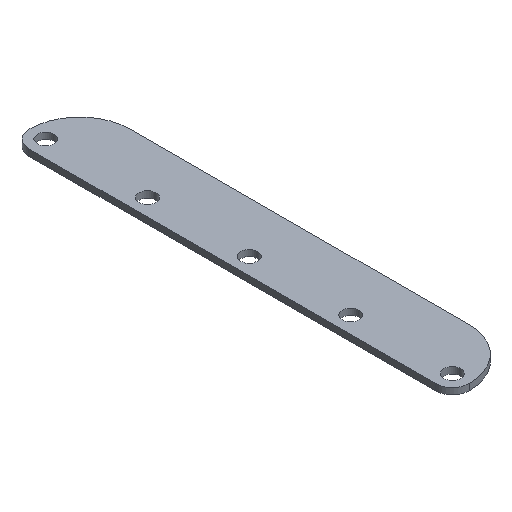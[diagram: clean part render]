
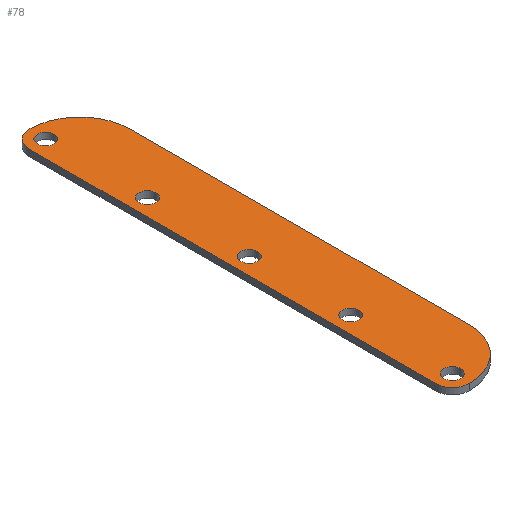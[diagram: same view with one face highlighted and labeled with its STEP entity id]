
A CAD part, isometric view. The second image highlights one B-rep face of the part: STEP entity #78.
In plain terms, the highlighted planar face has unit normal (0, 0, 1).
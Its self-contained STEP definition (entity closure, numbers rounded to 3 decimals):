
#78 = ADVANCED_FACE( '', ( #101, #102, #103, #104, #105, #106 ), #107, .T. );
#101 = FACE_BOUND( '', #142, .T. );
#102 = FACE_BOUND( '', #143, .T. );
#103 = FACE_BOUND( '', #144, .T. );
#104 = FACE_OUTER_BOUND( '', #145, .T. );
#105 = FACE_BOUND( '', #146, .T. );
#106 = FACE_BOUND( '', #147, .T. );
#107 = PLANE( '', #148 );
#142 = EDGE_LOOP( '', ( #197 ) );
#143 = EDGE_LOOP( '', ( #198 ) );
#144 = EDGE_LOOP( '', ( #199 ) );
#145 = EDGE_LOOP( '', ( #200, #201, #202, #203, #204, #205 ) );
#146 = EDGE_LOOP( '', ( #206 ) );
#147 = EDGE_LOOP( '', ( #207 ) );
#148 = AXIS2_PLACEMENT_3D( '', #208, #209, #210 );
#197 = ORIENTED_EDGE( '', *, *, #281, .F. );
#198 = ORIENTED_EDGE( '', *, *, #282, .T. );
#199 = ORIENTED_EDGE( '', *, *, #283, .T. );
#200 = ORIENTED_EDGE( '', *, *, #268, .T. );
#201 = ORIENTED_EDGE( '', *, *, #284, .T. );
#202 = ORIENTED_EDGE( '', *, *, #285, .T. );
#203 = ORIENTED_EDGE( '', *, *, #286, .T. );
#204 = ORIENTED_EDGE( '', *, *, #287, .T. );
#205 = ORIENTED_EDGE( '', *, *, #288, .T. );
#206 = ORIENTED_EDGE( '', *, *, #270, .T. );
#207 = ORIENTED_EDGE( '', *, *, #289, .T. );
#208 = CARTESIAN_POINT( '', ( 0., 152.4, 2.381 ) );
#209 = DIRECTION( '', ( 0., 0., 1. ) );
#210 = DIRECTION( '', ( 1., 0., 0. ) );
#268 = EDGE_CURVE( '', #299, #297, #300, .T. );
#270 = EDGE_CURVE( '', #302, #302, #303, .T. );
#281 = EDGE_CURVE( '', #323, #323, #324, .T. );
#282 = EDGE_CURVE( '', #325, #325, #326, .T. );
#283 = EDGE_CURVE( '', #327, #327, #328, .T. );
#284 = EDGE_CURVE( '', #297, #329, #330, .T. );
#285 = EDGE_CURVE( '', #329, #331, #332, .T. );
#286 = EDGE_CURVE( '', #331, #333, #334, .T. );
#287 = EDGE_CURVE( '', #333, #335, #336, .T. );
#288 = EDGE_CURVE( '', #335, #299, #337, .T. );
#289 = EDGE_CURVE( '', #338, #338, #339, .T. );
#297 = VERTEX_POINT( '', #347 );
#299 = VERTEX_POINT( '', #350 );
#300 = CIRCLE( '', #351, 6.35 );
#302 = VERTEX_POINT( '', #354 );
#303 = CIRCLE( '', #355, 3.175 );
#323 = VERTEX_POINT( '', #377 );
#324 = CIRCLE( '', #378, 3.175 );
#325 = VERTEX_POINT( '', #379 );
#326 = CIRCLE( '', #380, 3.175 );
#327 = VERTEX_POINT( '', #381 );
#328 = CIRCLE( '', #382, 3.175 );
#329 = VERTEX_POINT( '', #383 );
#330 = LINE( '', #384, #385 );
#331 = VERTEX_POINT( '', #386 );
#332 = CIRCLE( '', #387, 6.35 );
#333 = VERTEX_POINT( '', #388 );
#334 = CIRCLE( '', #389, 19.05 );
#335 = VERTEX_POINT( '', #390 );
#336 = LINE( '', #391, #392 );
#337 = CIRCLE( '', #393, 19.05 );
#338 = VERTEX_POINT( '', #394 );
#339 = CIRCLE( '', #395, 3.175 );
#347 = CARTESIAN_POINT( '', ( -6.35, 152.4, 2.381 ) );
#350 = CARTESIAN_POINT( '', ( 0., 158.75, 2.381 ) );
#351 = AXIS2_PLACEMENT_3D( '', #408, #409, #410 );
#354 = CARTESIAN_POINT( '', ( 3.175, 152.4, 2.381 ) );
#355 = AXIS2_PLACEMENT_3D( '', #412, #413, #414 );
#377 = CARTESIAN_POINT( '', ( 3.175, 38.1, 2.381 ) );
#378 = AXIS2_PLACEMENT_3D( '', #441, #442, #443 );
#379 = CARTESIAN_POINT( '', ( 3.175, 76.2, 2.381 ) );
#380 = AXIS2_PLACEMENT_3D( '', #444, #445, #446 );
#381 = CARTESIAN_POINT( '', ( 3.175, 0., 2.381 ) );
#382 = AXIS2_PLACEMENT_3D( '', #447, #448, #449 );
#383 = CARTESIAN_POINT( '', ( -6.35, 0., 2.381 ) );
#384 = CARTESIAN_POINT( '', ( -6.35, 152.4, 2.381 ) );
#385 = VECTOR( '', #450, 1000. );
#386 = CARTESIAN_POINT( '', ( 0., -6.35, 2.381 ) );
#387 = AXIS2_PLACEMENT_3D( '', #451, #452, #453 );
#388 = CARTESIAN_POINT( '', ( 19.05, 12.7, 2.381 ) );
#389 = AXIS2_PLACEMENT_3D( '', #454, #455, #456 );
#390 = CARTESIAN_POINT( '', ( 19.05, 139.7, 2.381 ) );
#391 = CARTESIAN_POINT( '', ( 19.05, 139.7, 2.381 ) );
#392 = VECTOR( '', #457, 1000. );
#393 = AXIS2_PLACEMENT_3D( '', #458, #459, #460 );
#394 = CARTESIAN_POINT( '', ( 3.175, 114.3, 2.381 ) );
#395 = AXIS2_PLACEMENT_3D( '', #461, #462, #463 );
#408 = CARTESIAN_POINT( '', ( 0., 152.4, 2.381 ) );
#409 = DIRECTION( '', ( 0., 0., 1. ) );
#410 = DIRECTION( '', ( 1., 0., 0. ) );
#412 = CARTESIAN_POINT( '', ( 0., 152.4, 2.381 ) );
#413 = DIRECTION( '', ( 0., 0., -1. ) );
#414 = DIRECTION( '', ( 1., 0., 0. ) );
#441 = CARTESIAN_POINT( '', ( 0., 38.1, 2.381 ) );
#442 = DIRECTION( '', ( 0., 0., 1. ) );
#443 = DIRECTION( '', ( 1., 0., 0. ) );
#444 = CARTESIAN_POINT( '', ( 0., 76.2, 2.381 ) );
#445 = DIRECTION( '', ( 0., 0., -1. ) );
#446 = DIRECTION( '', ( 1., 0., 0. ) );
#447 = CARTESIAN_POINT( '', ( 0., 0., 2.381 ) );
#448 = DIRECTION( '', ( 0., 0., -1. ) );
#449 = DIRECTION( '', ( 1., 0., 0. ) );
#450 = DIRECTION( '', ( 0., -1., 0. ) );
#451 = CARTESIAN_POINT( '', ( 0., 0., 2.381 ) );
#452 = DIRECTION( '', ( 0., 0., 1. ) );
#453 = DIRECTION( '', ( 1., 0., 0. ) );
#454 = CARTESIAN_POINT( '', ( 0., 12.7, 2.381 ) );
#455 = DIRECTION( '', ( 0., 0., 1. ) );
#456 = DIRECTION( '', ( -1., 0., 0. ) );
#457 = DIRECTION( '', ( 0., 1., 0. ) );
#458 = CARTESIAN_POINT( '', ( 0., 139.7, 2.381 ) );
#459 = DIRECTION( '', ( 0., 0., 1. ) );
#460 = DIRECTION( '', ( -1., 0., 0. ) );
#461 = CARTESIAN_POINT( '', ( 0., 114.3, 2.381 ) );
#462 = DIRECTION( '', ( 0., 0., -1. ) );
#463 = DIRECTION( '', ( 1., 0., 0. ) );
